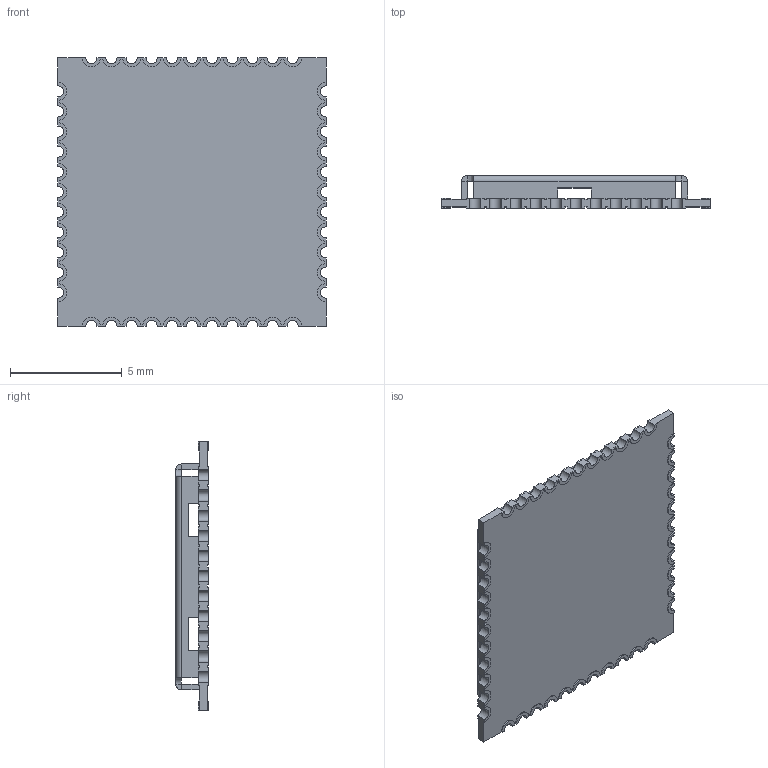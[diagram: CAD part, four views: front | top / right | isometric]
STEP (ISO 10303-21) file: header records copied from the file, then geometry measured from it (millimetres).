
FILE_DESCRIPTION(('FreeCAD Model'),'2;1');
FILE_NAME('Open CASCADE Shape Model','2024-03-02T17:52:55',(''),(''), 'Open CASCADE STEP processor 7.6','FreeCAD','Unknown');
FILE_SCHEMA(('AUTOMOTIVE_DESIGN { 1 0 10303 214 1 1 1 1 }'));
Length unit declared in the file: millimetre
Products named in the file (3): Wifi-BT-APTUM; pcb_12_12; sheetmetal_cover
Assembly tree (2 placements, depth 2):
  Wifi-BT-APTUM
    pcb_12_12
    sheetmetal_cover
Bounding box: 12 x 1.46 x 12 mm (x, y, z)
Volume: 80.2 mm3; surface area: 570.5 mm2
Topology: 2 solids, 2 shells, 661 faces, 1841 edges, 1214 vertices
Faces by surface type: plane 345, cylinder 179, bspline 137
Entity records: 32696 total; most frequent: CARTESIAN_POINT 12252, ORIENTED_EDGE 3682, DIRECTION 2967, EDGE_CURVE 1841, VERTEX_POINT 1214, LINE 1197, VECTOR 1197, AXIS2_PLACEMENT_3D 885
